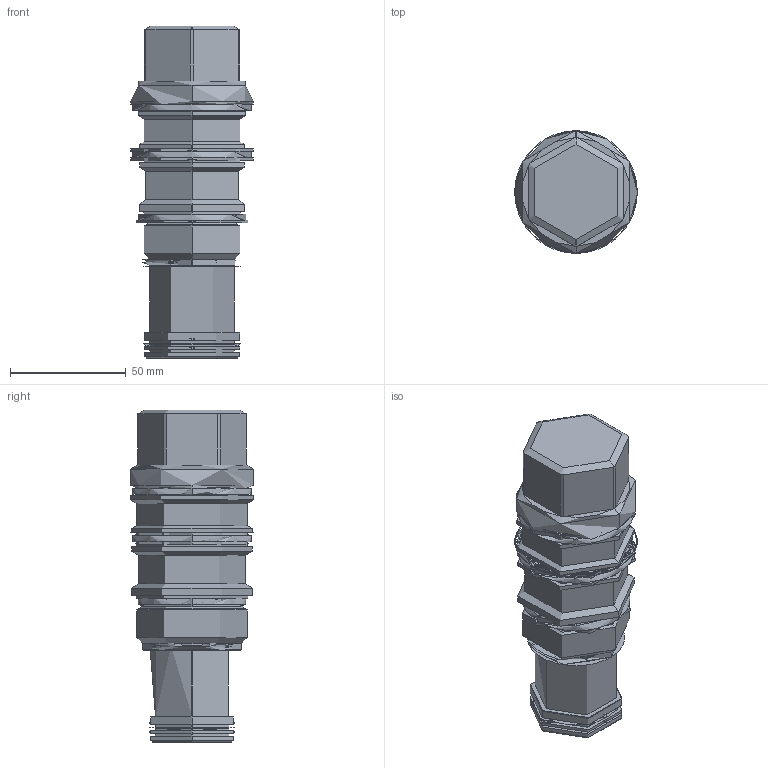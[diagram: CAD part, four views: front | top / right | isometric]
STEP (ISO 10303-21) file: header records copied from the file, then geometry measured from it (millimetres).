
FILE_DESCRIPTION((''),'2;1');
FILE_NAME('XQCAXXN_SW','2022-05-06T17:09:13',('SigMax'),(''),'CREO PARAMETRIC BY PTC INC, 2021072','CREO PARAMETRIC BY PTC INC, 2021072','');
FILE_SCHEMA(('AUTOMOTIVE_DESIGN { 1 0 10303 214 1 1 1 1 }'));
Length unit declared in the file: inch
Products named in the file (1): XQCAXXN_SW
Bounding box: 53.09 x 53.09 x 143.66 mm (x, y, z)
Topology: 0 solids, 0 shells, 221 faces, 1010 edges, 984 vertices
Faces by surface type: cylinder 90, plane 44, torus 37, cone 36, revolution 14
Entity records: 18389 total; most frequent: CARTESIAN_POINT 7150, DIRECTION 1909, TRIMMED_CURVE 1195, DEFINITIONAL_REPRESENTATION 960, PCURVE 960, COMPOSITE_CURVE_SEGMENT 960, VECTOR 909, LINE 909
